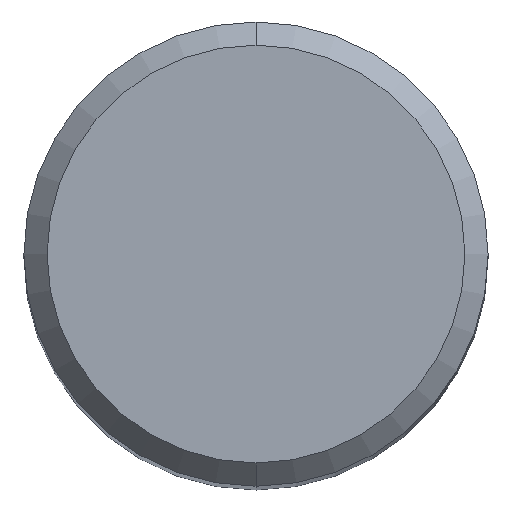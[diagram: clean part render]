
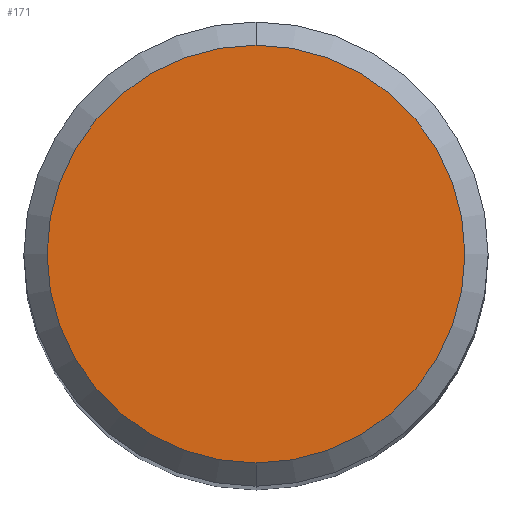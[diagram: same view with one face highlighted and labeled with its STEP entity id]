
A CAD part, top view. The second image highlights one B-rep face of the part: STEP entity #171.
In plain terms, the highlighted planar face has unit normal (0, 0, 1).
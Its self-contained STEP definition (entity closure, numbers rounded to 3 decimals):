
#101=EDGE_CURVE('',#145,#229,#252,.T.);
#145=VERTEX_POINT('',#303);
#165=EDGE_CURVE('',#229,#145,#325,.T.);
#171=ADVANCED_FACE('',(#331),#332,.T.);
#229=VERTEX_POINT('',#397);
#252=CIRCLE('',#413,4.5);
#303=CARTESIAN_POINT('',(0.,-4.5,0.));
#325=CIRCLE('',#509,4.5);
#331=FACE_OUTER_BOUND('',#517,.T.);
#332=PLANE('',#518);
#397=CARTESIAN_POINT('',(0.0,4.5,0.));
#413=AXIS2_PLACEMENT_3D('',#601,#602,#603);
#509=AXIS2_PLACEMENT_3D('',#697,#698,#699);
#517=EDGE_LOOP('',(#707,#708));
#518=AXIS2_PLACEMENT_3D('',#709,#710,#711);
#601=CARTESIAN_POINT('',(0.0,0.0,0.));
#602=DIRECTION('',(0.0,0.0,-1.0));
#603=DIRECTION('',(0.0,1.0,0.0));
#697=CARTESIAN_POINT('',(0.0,0.0,0.));
#698=DIRECTION('',(0.0,0.0,-1.0));
#699=DIRECTION('',(0.0,1.0,0.0));
#707=ORIENTED_EDGE('',*,*,#165,.F.);
#708=ORIENTED_EDGE('',*,*,#101,.F.);
#709=CARTESIAN_POINT('',(0.0,2.25,0.));
#710=DIRECTION('',(-0.0,0.0,1.0));
#711=DIRECTION('',(0.0,-1.0,0.0));
